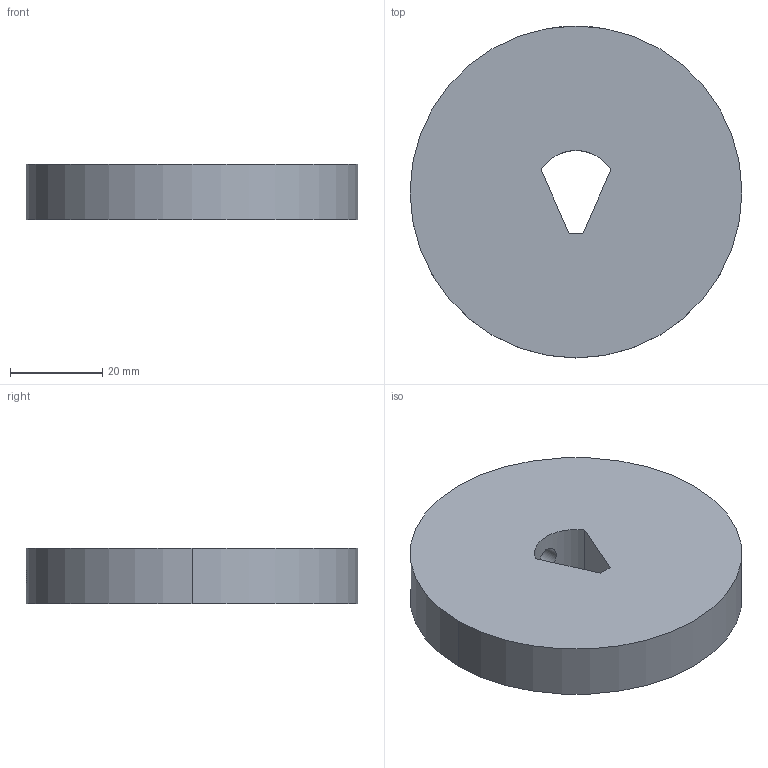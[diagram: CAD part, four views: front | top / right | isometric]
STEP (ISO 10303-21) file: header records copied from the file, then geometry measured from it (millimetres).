
FILE_DESCRIPTION (( 'STEP AP214' ), '1' );
FILE_NAME ('Interchangable Drive Dog Die.STEP', '2024-12-30T09:39:06', ( '' ), ( '' ), 'SwSTEP 2.0', 'SolidWorks 2020', '' );
FILE_SCHEMA (( 'AUTOMOTIVE_DESIGN' ));
Length unit declared in the file: millimetre
Products named in the file (1): Interchangable Drive Dog Die
Bounding box: 72 x 72 x 12 mm (x, y, z)
Volume: 46238.3 mm3; surface area: 11532.9 mm2
Topology: 1 solids, 1 shells, 10 faces, 24 edges, 16 vertices
Faces by surface type: cylinder 5, plane 5
Entity records: 450 total; most frequent: CARTESIAN_POINT 173, ORIENTED_EDGE 48, DIRECTION 48, EDGE_CURVE 24, AXIS2_PLACEMENT_3D 17, VERTEX_POINT 16, EDGE_LOOP 14, LINE 14
